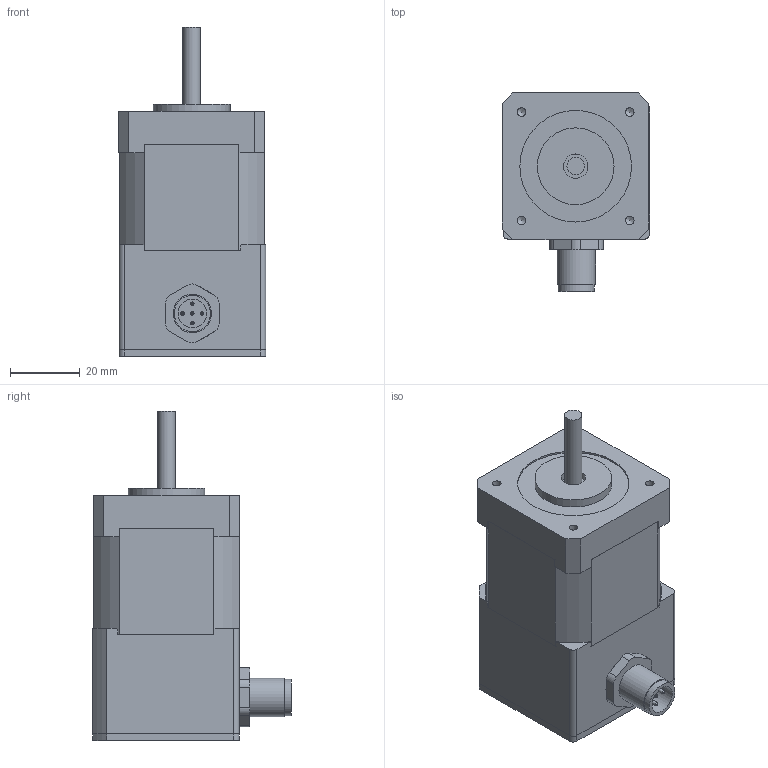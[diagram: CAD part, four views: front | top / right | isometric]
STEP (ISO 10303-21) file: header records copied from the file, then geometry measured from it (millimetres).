
FILE_DESCRIPTION((''),'2;1');
FILE_NAME('AS4118L1804-ENM24.stp','2012-08-30T14:38:28',('wei_j'),(''),'Autodesk Inventor 2010','Autodesk Inventor 2010','');
FILE_SCHEMA(('AUTOMOTIVE_DESIGN { 1 0 10303 214 1 1 1 1 }'));
Length unit declared in the file: millimetre
Products named in the file (1): AS4118L1804
Bounding box: 42.2 x 57 x 94.4 mm (x, y, z)
Volume: 86706.7 mm3; surface area: 27641.2 mm2
Topology: 1 solids, 5 shells, 358 faces, 928 edges, 599 vertices
Faces by surface type: plane 145, cylinder 87, cone 54, bspline 45, torus 27
Full cylindrical faces by diameter (mm): 1 x5, 2.224 x4, 4.7 x4, 5 x1, 7 x1, 8.2 x1, 9.2 x1, 10 x1, 10.4 x1, 11 x1, 12 x1, 16 x1, 21.95 x1, 22 x1, 32 x1
Entity records: 11217 total; most frequent: CARTESIAN_POINT 2991, DIRECTION 1669, ORIENTED_EDGE 1600, EDGE_CURVE 800, AXIS2_PLACEMENT_3D 650, VERTEX_POINT 554, EDGE_LOOP 482, VECTOR 369
